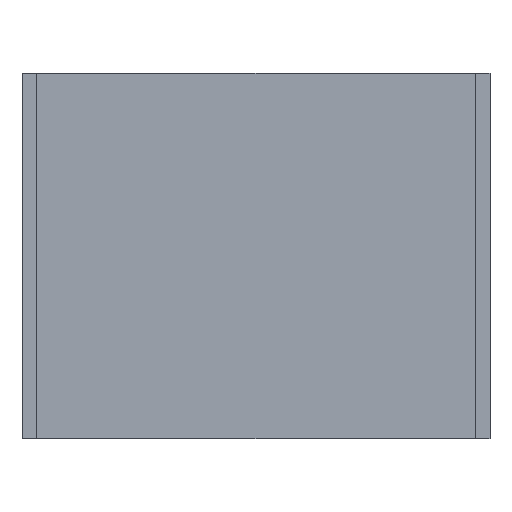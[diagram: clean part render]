
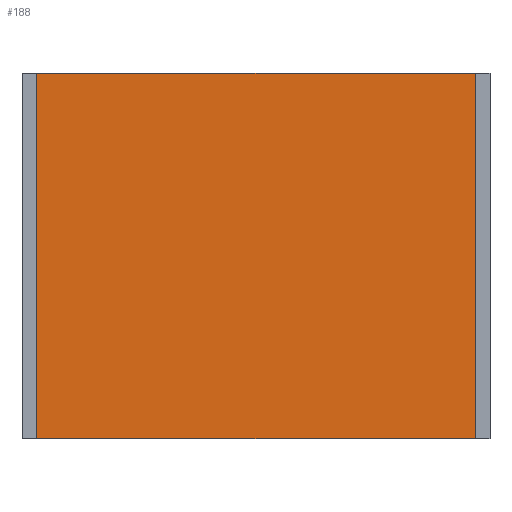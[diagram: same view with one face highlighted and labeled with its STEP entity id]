
A CAD part, top view. The second image highlights one B-rep face of the part: STEP entity #188.
In plain terms, the highlighted face is planar.
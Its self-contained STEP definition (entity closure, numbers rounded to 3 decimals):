
#36 = CARTESIAN_POINT ( 'NONE',  ( -3., 0.005, 0. ) ) ;
#47 = VERTEX_POINT ( 'NONE', #572 ) ;
#48 = ORIENTED_EDGE ( 'NONE', *, *, #555, .T. ) ;
#49 = VECTOR ( 'NONE', #699, 1000. ) ;
#96 = ORIENTED_EDGE ( 'NONE', *, *, #450, .T. ) ;
#116 = DIRECTION ( 'NONE',  ( 0., 0., -1. ) ) ;
#117 = EDGE_CURVE ( 'NONE', #47, #539, #593, .T. ) ;
#119 = CARTESIAN_POINT ( 'NONE',  ( 0., 0.005, -2.5 ) ) ;
#120 = CARTESIAN_POINT ( 'NONE',  ( 0., 0.005, -2.5 ) ) ;
#188 = ADVANCED_FACE ( 'NONE', ( #236 ), #654, .T. ) ;
#198 = CARTESIAN_POINT ( 'NONE',  ( 0., 0.005, 0. ) ) ;
#209 = VECTOR ( 'NONE', #383, 1000. ) ;
#236 = FACE_OUTER_BOUND ( 'NONE', #627, .T. ) ;
#260 = CARTESIAN_POINT ( 'NONE',  ( 0., 0.005, 0. ) ) ;
#276 = LINE ( 'NONE', #260, #49 ) ;
#284 = AXIS2_PLACEMENT_3D ( 'NONE', #597, #590, #588 ) ;
#307 = VERTEX_POINT ( 'NONE', #329 ) ;
#329 = CARTESIAN_POINT ( 'NONE',  ( 0., 0.005, 0. ) ) ;
#354 = CARTESIAN_POINT ( 'NONE',  ( -3., 0.005, 0. ) ) ;
#364 = VECTOR ( 'NONE', #487, 1000. ) ;
#383 = DIRECTION ( 'NONE',  ( 0., 0., 1. ) ) ;
#407 = ORIENTED_EDGE ( 'NONE', *, *, #705, .T. ) ;
#450 = EDGE_CURVE ( 'NONE', #539, #307, #276, .T. ) ;
#487 = DIRECTION ( 'NONE',  ( -1., 0., 0. ) ) ;
#494 = LINE ( 'NONE', #198, #567 ) ;
#527 = ORIENTED_EDGE ( 'NONE', *, *, #117, .T. ) ;
#539 = VERTEX_POINT ( 'NONE', #354 ) ;
#555 = EDGE_CURVE ( 'NONE', #307, #621, #494, .T. ) ;
#567 = VECTOR ( 'NONE', #116, 1000. ) ;
#572 = CARTESIAN_POINT ( 'NONE',  ( -3., 0.005, -2.5 ) ) ;
#588 = DIRECTION ( 'NONE',  ( 0., 0., 1. ) ) ;
#590 = DIRECTION ( 'NONE',  ( 0., 1., 0. ) ) ;
#593 = LINE ( 'NONE', #36, #209 ) ;
#597 = CARTESIAN_POINT ( 'NONE',  ( 0., 0.005, 0. ) ) ;
#621 = VERTEX_POINT ( 'NONE', #119 ) ;
#627 = EDGE_LOOP ( 'NONE', ( #48, #407, #527, #96 ) ) ;
#654 = PLANE ( 'NONE',  #284 ) ;
#664 = LINE ( 'NONE', #120, #364 ) ;
#699 = DIRECTION ( 'NONE',  ( 1., 0., 0. ) ) ;
#705 = EDGE_CURVE ( 'NONE', #621, #47, #664, .T. ) ;
